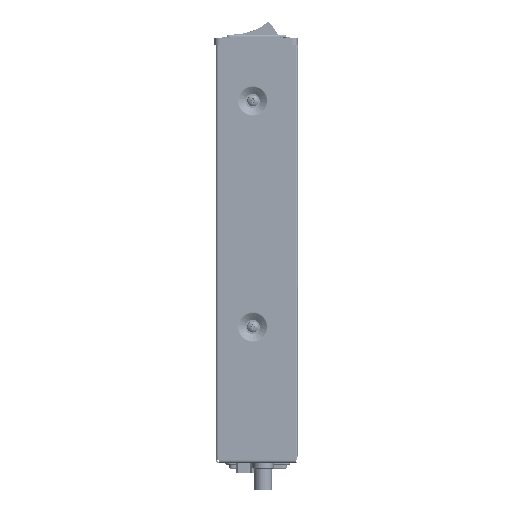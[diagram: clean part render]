
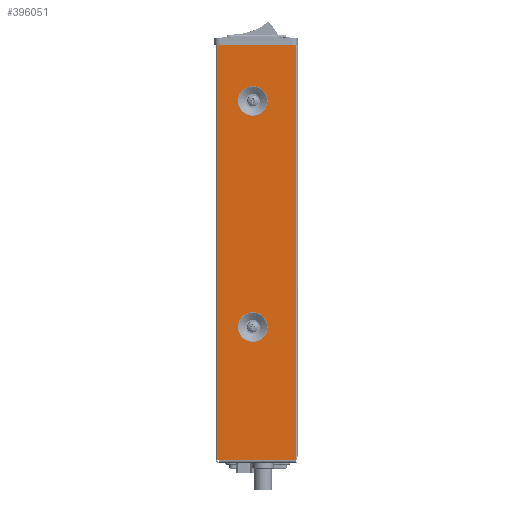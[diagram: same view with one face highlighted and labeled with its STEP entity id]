
A CAD part, left-side view. The second image highlights one B-rep face of the part: STEP entity #396051.
In plain terms, the highlighted planar face has unit normal (-1, 0, 0).
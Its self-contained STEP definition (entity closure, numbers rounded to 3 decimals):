
#4331 = ORIENTED_EDGE ( 'NONE', *, *, #388347, .F. ) ;
#7653 = ORIENTED_EDGE ( 'NONE', *, *, #396774, .T. ) ;
#10655 = AXIS2_PLACEMENT_3D ( 'NONE', #234846, #364663, #179033 ) ;
#11600 = CARTESIAN_POINT ( 'NONE',  ( -113.669, 206.022, 218.666 ) ) ;
#12746 = LINE ( 'NONE', #326386, #353211 ) ;
#14699 = CARTESIAN_POINT ( 'NONE',  ( -113.669, 229.235, 404.611 ) ) ;
#15608 = CARTESIAN_POINT ( 'NONE',  ( -113.669, 249.235, 442.618 ) ) ;
#24322 = ORIENTED_EDGE ( 'NONE', *, *, #72289, .T. ) ;
#25793 = DIRECTION ( 'NONE',  ( 1., 0., 0. ) ) ;
#27914 = DIRECTION ( 'NONE',  ( 0., 0., -1. ) ) ;
#28252 = FACE_BOUND ( 'NONE', #209362, .T. ) ;
#31301 = EDGE_CURVE ( 'NONE', #37916, #68879, #126896, .T. ) ;
#31325 = DIRECTION ( 'NONE',  ( 0., 0., 1. ) ) ;
#37916 = VERTEX_POINT ( 'NONE', #54342 ) ;
#50119 = LINE ( 'NONE', #336964, #229474 ) ;
#54342 = CARTESIAN_POINT ( 'NONE',  ( -113.669, 229.235, 282.611 ) ) ;
#58884 = CARTESIAN_POINT ( 'NONE',  ( -113.669, 229.235, 290.618 ) ) ;
#68879 = VERTEX_POINT ( 'NONE', #88495 ) ;
#72289 = EDGE_CURVE ( 'NONE', #120155, #122338, #12746, .T. ) ;
#80471 = AXIS2_PLACEMENT_3D ( 'NONE', #206889, #239834, #390693 ) ;
#83093 = CIRCLE ( 'NONE', #10655, 8.008 ) ;
#88495 = CARTESIAN_POINT ( 'NONE',  ( -113.669, 229.235, 298.626 ) ) ;
#89932 = DIRECTION ( 'NONE',  ( 1., 0., 0. ) ) ;
#108626 = DIRECTION ( 'NONE',  ( 0., 1., 0. ) ) ;
#118826 = CARTESIAN_POINT ( 'NONE',  ( -113.669, 229.235, 290.618 ) ) ;
#120155 = VERTEX_POINT ( 'NONE', #11600 ) ;
#122338 = VERTEX_POINT ( 'NONE', #372581 ) ;
#126896 = CIRCLE ( 'NONE', #166365, 8.008 ) ;
#127399 = FACE_OUTER_BOUND ( 'NONE', #268768, .T. ) ;
#130513 = CARTESIAN_POINT ( 'NONE',  ( -113.669, 247.762, 442.618 ) ) ;
#157357 = CARTESIAN_POINT ( 'NONE',  ( -113.669, 229.235, 420.626 ) ) ;
#158405 = CARTESIAN_POINT ( 'NONE',  ( -113.669, 247.762, 218.666 ) ) ;
#159809 = VERTEX_POINT ( 'NONE', #280855 ) ;
#160998 = VERTEX_POINT ( 'NONE', #207474 ) ;
#166365 = AXIS2_PLACEMENT_3D ( 'NONE', #58884, #89932, #27914 ) ;
#166466 = ORIENTED_EDGE ( 'NONE', *, *, #31301, .T. ) ;
#172178 = ORIENTED_EDGE ( 'NONE', *, *, #323826, .F. ) ;
#179033 = DIRECTION ( 'NONE',  ( 0., 0., -1. ) ) ;
#195497 = ORIENTED_EDGE ( 'NONE', *, *, #256804, .T. ) ;
#206889 = CARTESIAN_POINT ( 'NONE',  ( -113.669, 229.235, 412.618 ) ) ;
#207474 = CARTESIAN_POINT ( 'NONE',  ( -113.669, 247.762, 442.618 ) ) ;
#209362 = EDGE_LOOP ( 'NONE', ( #376052, #298165 ) ) ;
#220159 = FACE_BOUND ( 'NONE', #343076, .T. ) ;
#228281 = DIRECTION ( 'NONE',  ( 1., 0., 0. ) ) ;
#229474 = VECTOR ( 'NONE', #363699, 1000. ) ;
#234846 = CARTESIAN_POINT ( 'NONE',  ( -113.669, 229.235, 412.618 ) ) ;
#239834 = DIRECTION ( 'NONE',  ( 1., 0., 0. ) ) ;
#256150 = AXIS2_PLACEMENT_3D ( 'NONE', #118826, #25793, #403587 ) ;
#256804 = EDGE_CURVE ( 'NONE', #159809, #120155, #346152, .T. ) ;
#262485 = DIRECTION ( 'NONE',  ( 0., 0., 1. ) ) ;
#268768 = EDGE_LOOP ( 'NONE', ( #195497, #24322, #4331, #172178 ) ) ;
#271382 = VERTEX_POINT ( 'NONE', #14699 ) ;
#280855 = CARTESIAN_POINT ( 'NONE',  ( -113.669, 247.762, 218.666 ) ) ;
#287180 = LINE ( 'NONE', #130513, #348990 ) ;
#298165 = ORIENTED_EDGE ( 'NONE', *, *, #368748, .T. ) ;
#300189 = EDGE_CURVE ( 'NONE', #271382, #331861, #83093, .T. ) ;
#323826 = EDGE_CURVE ( 'NONE', #159809, #160998, #287180, .T. ) ;
#326386 = CARTESIAN_POINT ( 'NONE',  ( -113.669, 206.022, 218.666 ) ) ;
#331861 = VERTEX_POINT ( 'NONE', #157357 ) ;
#336964 = CARTESIAN_POINT ( 'NONE',  ( -113.669, 248.499, 442.618 ) ) ;
#343076 = EDGE_LOOP ( 'NONE', ( #166466, #7653 ) ) ;
#344221 = CIRCLE ( 'NONE', #80471, 8.008 ) ;
#346115 = PLANE ( 'NONE',  #374218 ) ;
#346152 = LINE ( 'NONE', #158405, #362994 ) ;
#348990 = VECTOR ( 'NONE', #31325, 1000. ) ;
#353211 = VECTOR ( 'NONE', #262485, 1000. ) ;
#362994 = VECTOR ( 'NONE', #370872, 1000. ) ;
#363699 = DIRECTION ( 'NONE',  ( 0., -1., 0. ) ) ;
#364663 = DIRECTION ( 'NONE',  ( 1., 0., 0. ) ) ;
#368748 = EDGE_CURVE ( 'NONE', #331861, #271382, #344221, .T. ) ;
#370872 = DIRECTION ( 'NONE',  ( 0., -1., 0. ) ) ;
#372581 = CARTESIAN_POINT ( 'NONE',  ( -113.669, 206.022, 442.618 ) ) ;
#374218 = AXIS2_PLACEMENT_3D ( 'NONE', #15608, #228281, #108626 ) ;
#376052 = ORIENTED_EDGE ( 'NONE', *, *, #300189, .T. ) ;
#388139 = CIRCLE ( 'NONE', #256150, 8.008 ) ;
#388347 = EDGE_CURVE ( 'NONE', #160998, #122338, #50119, .T. ) ;
#390693 = DIRECTION ( 'NONE',  ( 0., 0., -1. ) ) ;
#396051 = ADVANCED_FACE ( 'NONE', ( #28252, #220159, #127399 ), #346115, .F. ) ;
#396774 = EDGE_CURVE ( 'NONE', #68879, #37916, #388139, .T. ) ;
#403587 = DIRECTION ( 'NONE',  ( 0., 0., -1. ) ) ;
